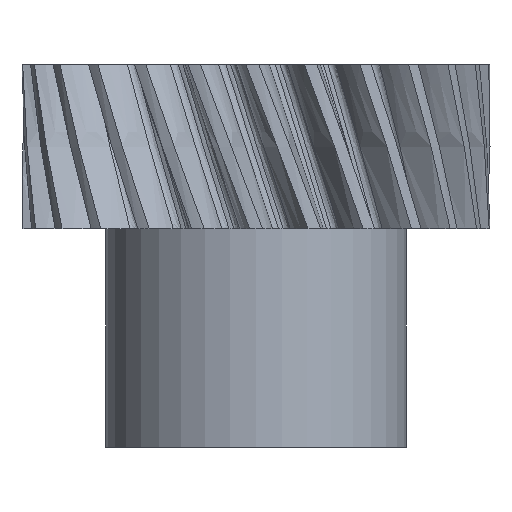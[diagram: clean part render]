
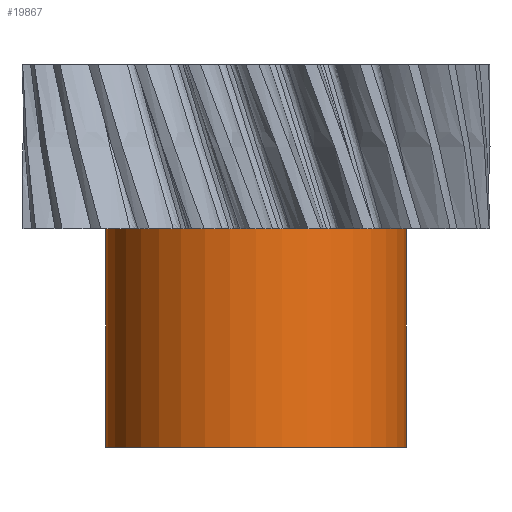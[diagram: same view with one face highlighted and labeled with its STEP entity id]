
A CAD part, front view. The second image highlights one B-rep face of the part: STEP entity #19867.
In plain terms, the highlighted cylindrical face has radius 55 mm (diameter 110 mm), a partial arc.
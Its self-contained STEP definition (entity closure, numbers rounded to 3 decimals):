
#4126 = DIRECTION ( 'NONE',  ( 0., 0., 1. ) ) ;
#4127 = VECTOR ( 'NONE', #4126, 1000. ) ;
#4128 = CARTESIAN_POINT ( 'NONE',  ( -55., 0., -80. ) ) ;
#4129 = LINE ( 'NONE', #4128, #4127 ) ;
#4250 = LINE ( 'NONE', #4285, #4284 ) ;
#4283 = DIRECTION ( 'NONE',  ( 0., 0., 1. ) ) ;
#4284 = VECTOR ( 'NONE', #4283, 1000. ) ;
#4285 = CARTESIAN_POINT ( 'NONE',  ( 55., 0., -80. ) ) ;
#4299 = CARTESIAN_POINT ( 'NONE',  ( -55., 0., -80. ) ) ;
#4301 = CARTESIAN_POINT ( 'NONE',  ( -55., 0., 0. ) ) ;
#4395 = CARTESIAN_POINT ( 'NONE',  ( 55., 0., -80. ) ) ;
#4639 = CIRCLE ( 'NONE', #4644, 55. ) ;
#4644 = AXIS2_PLACEMENT_3D ( 'NONE', #4736, #4735, #4734 ) ;
#4734 = DIRECTION ( 'NONE',  ( 1., 0., 0. ) ) ;
#4735 = DIRECTION ( 'NONE',  ( 0., 0., 1. ) ) ;
#4736 = CARTESIAN_POINT ( 'NONE',  ( 0., 0., -80. ) ) ;
#4807 = CARTESIAN_POINT ( 'NONE',  ( 55., 0., 0. ) ) ;
#6085 = FACE_OUTER_BOUND ( 'NONE', #19763, .T. ) ;
#6137 = DIRECTION ( 'NONE',  ( 1., 0., 0. ) ) ;
#6138 = DIRECTION ( 'NONE',  ( 0., 0., 1. ) ) ;
#6141 = CARTESIAN_POINT ( 'NONE',  ( 0., 0., -80. ) ) ;
#6142 = AXIS2_PLACEMENT_3D ( 'NONE', #6141, #6138, #6137 ) ;
#6146 = CYLINDRICAL_SURFACE ( 'NONE', #6142, 55. ) ;
#13673 = CIRCLE ( 'NONE', #13870, 55. ) ;
#13867 = DIRECTION ( 'NONE',  ( 0., 0., 1. ) ) ;
#13870 = AXIS2_PLACEMENT_3D ( 'NONE', #13917, #13867, #13911 ) ;
#13911 = DIRECTION ( 'NONE',  ( 1., 0., 0. ) ) ;
#13917 = CARTESIAN_POINT ( 'NONE',  ( 0., 0., 0. ) ) ;
#15857 = EDGE_CURVE ( 'NONE', #15901, #15900, #4129, .T. ) ;
#15869 = VERTEX_POINT ( 'NONE', #4395 ) ;
#15885 = EDGE_CURVE ( 'NONE', #15869, #15954, #4250, .T. ) ;
#15900 = VERTEX_POINT ( 'NONE', #4301 ) ;
#15901 = VERTEX_POINT ( 'NONE', #4299 ) ;
#15954 = VERTEX_POINT ( 'NONE', #4807 ) ;
#19763 = EDGE_LOOP ( 'NONE', ( #19777, #19806, #19890, #19769 ) ) ;
#19769 = ORIENTED_EDGE ( 'NONE', *, *, #20702, .F. ) ;
#19775 = EDGE_CURVE ( 'NONE', #15901, #15869, #4639, .T. ) ;
#19777 = ORIENTED_EDGE ( 'NONE', *, *, #15857, .F. ) ;
#19806 = ORIENTED_EDGE ( 'NONE', *, *, #19775, .T. ) ;
#19867 = ADVANCED_FACE ( 'NONE', ( #6085 ), #6146, .T. ) ;
#19890 = ORIENTED_EDGE ( 'NONE', *, *, #15885, .T. ) ;
#20702 = EDGE_CURVE ( 'NONE', #15900, #15954, #13673, .T. ) ;
